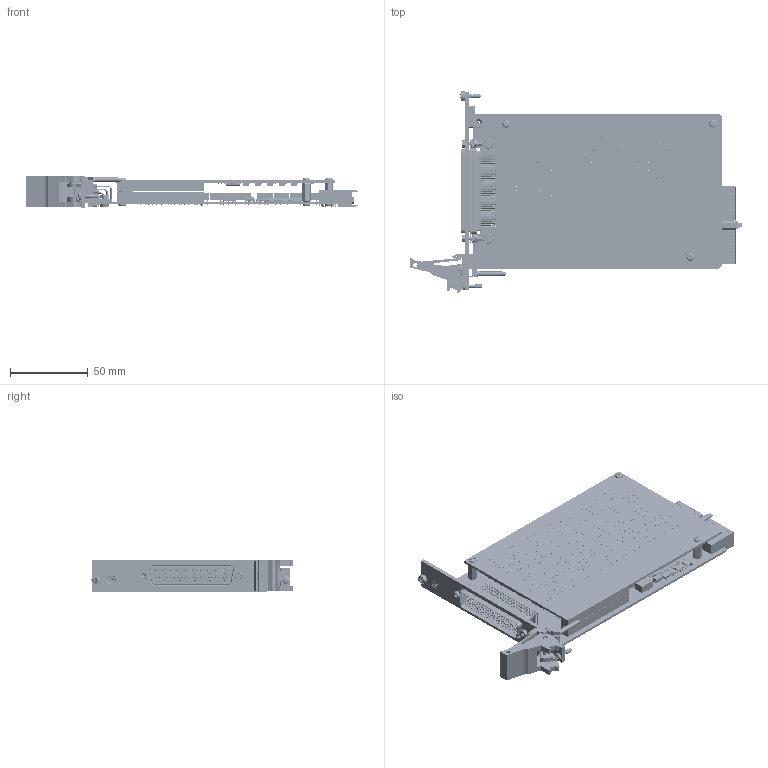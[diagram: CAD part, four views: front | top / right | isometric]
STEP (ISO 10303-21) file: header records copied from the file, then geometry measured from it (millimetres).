
FILE_DESCRIPTION (( 'STEP AP214' ), '1' );
FILE_NAME ('40-197-001 PXI 34CH 2A Fault Insertion Module.STEP', '2013-08-22T10:11:54', ( 'admin' ), ( '' ), 'SwSTEP 2.0', 'SolidWorks 2012', '' );
FILE_SCHEMA (( 'AUTOMOTIVE_DESIGN' ));
Length unit declared in the file: millimetre
Products named in the file (1): 40-197-001 PXI 34CH 2A Fault Insertion Module
Bounding box: 214 x 129.67 x 20 mm (x, y, z)
Surface area: 100864.6 mm2 (no closed solid volume)
Topology: 0 solids, 2096 shells, 5876 faces, 19854 edges, 15257 vertices
Faces by surface type: plane 2951, cylinder 2568, torus 194, cone 154, sphere 6, bspline 3
Full cylindrical faces by diameter (mm): 0.278 x2, 0.4 x936, 0.6 x1004, 0.7 x72, 0.77 x121, 0.8 x64, 0.98 x1, 1 x6, 1.496 x2, 2 x7, 2.05 x3, 2.304 x3, 2.45 x1, 2.5 x18, 2.6 x2, 2.7 x1, 2.8 x1, 3 x4, 4.7 x1, 4.85 x7, 5 x4, 5.2 x2, 5.3 x1, 5.5 x2, 5.7 x1, 6 x1
Entity records: 279645 total; most frequent: CARTESIAN_POINT 45195, DIRECTION 36380, ORIENTED_EDGE 23127, EDGE_CURVE 17000, VERTEX_POINT 14988, AXIS2_PLACEMENT_3D 14074, EDGE_LOOP 12586, FACE_OUTER_BOUND 8325
